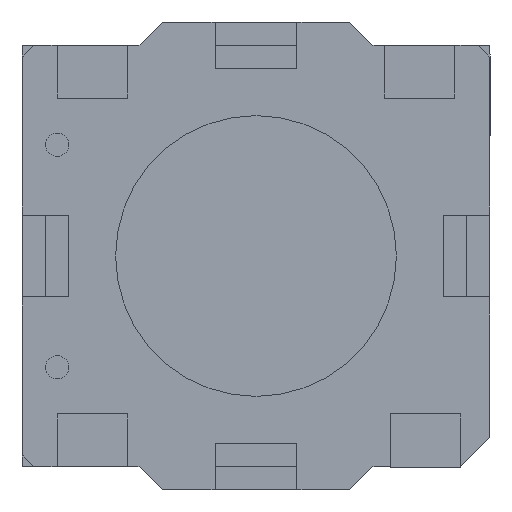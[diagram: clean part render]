
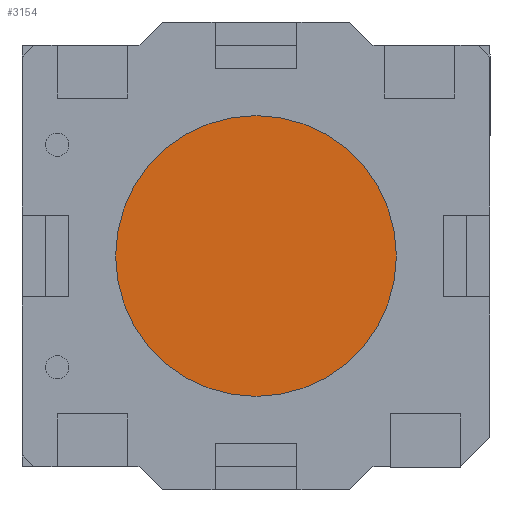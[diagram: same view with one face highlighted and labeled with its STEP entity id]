
A CAD part, front view. The second image highlights one B-rep face of the part: STEP entity #3154.
In plain terms, the highlighted planar face has unit normal (0, -1, 0).
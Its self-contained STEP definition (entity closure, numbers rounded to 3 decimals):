
#224=CIRCLE('',#3402,6.);
#463=FACE_OUTER_BOUND('',#709,.T.);
#709=EDGE_LOOP('',(#2870));
#1636=VERTEX_POINT('',#5058);
#2040=EDGE_CURVE('',#1636,#1636,#224,.T.);
#2870=ORIENTED_EDGE('',*,*,#2040,.T.);
#2993=PLANE('',#3404);
#3154=ADVANCED_FACE('',(#463),#2993,.F.);
#3402=AXIS2_PLACEMENT_3D('',#5059,#4205,#4206);
#3404=AXIS2_PLACEMENT_3D('',#5062,#4209,#4210);
#4205=DIRECTION('center_axis',(0.,-1.,0.));
#4206=DIRECTION('ref_axis',(1.,0.,0.));
#4209=DIRECTION('center_axis',(0.,1.,0.));
#4210=DIRECTION('ref_axis',(0.,0.,1.));
#5058=CARTESIAN_POINT('',(-16.,-0.15,10.));
#5059=CARTESIAN_POINT('Origin',(-10.,-0.15,10.));
#5062=CARTESIAN_POINT('Origin',(-10.,-0.15,10.));
